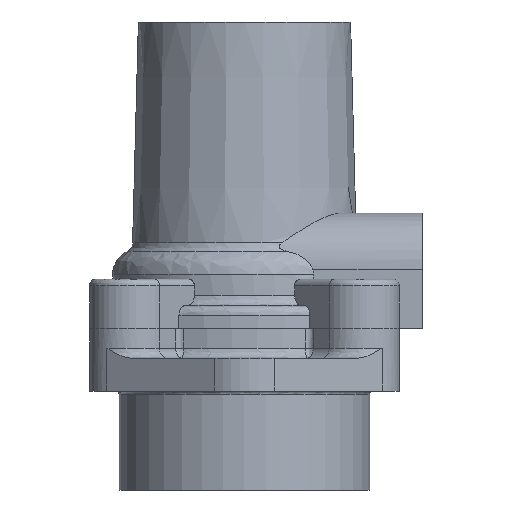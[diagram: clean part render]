
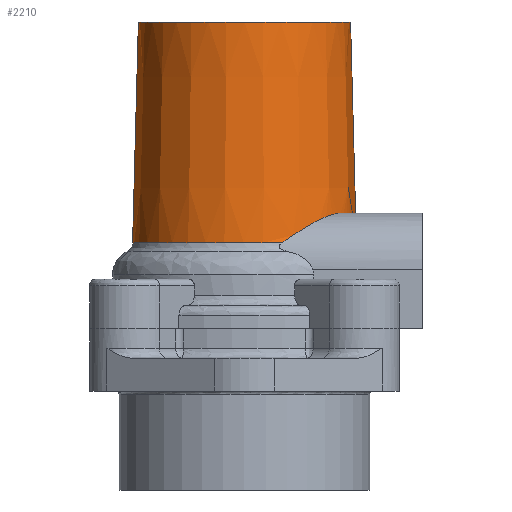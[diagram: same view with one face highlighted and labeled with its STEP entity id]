
A CAD part, front view. The second image highlights one B-rep face of the part: STEP entity #2210.
In plain terms, the highlighted conical face has half-angle 1.5 degrees and reference radius 16.974 mm.
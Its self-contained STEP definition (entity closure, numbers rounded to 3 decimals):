
#142 = CARTESIAN_POINT ( 'NONE',  ( 303.477, 206.455, -8.678 ) ) ;
#169 = DIRECTION ( 'NONE',  ( 0.026, 0., -1. ) ) ;
#204 = CARTESIAN_POINT ( 'NONE',  ( 300.839, 199.356, -5.763 ) ) ;
#361 = CARTESIAN_POINT ( 'NONE',  ( 303.624, 208.468, -10.25 ) ) ;
#668 = DIRECTION ( 'NONE',  ( 1., 0., 0. ) ) ;
#722 = DIRECTION ( 'NONE',  ( -1., 0., 0. ) ) ;
#763 = VECTOR ( 'NONE', #5327, 1000. ) ;
#796 = CONICAL_SURFACE ( 'NONE', #4640, 16.974, 0.026 ) ;
#871 = EDGE_LOOP ( 'NONE', ( #8089, #6925, #980, #6463, #7249, #7815 ) ) ;
#957 = CARTESIAN_POINT ( 'NONE',  ( 303.595, 207.468, -10.25 ) ) ;
#980 = ORIENTED_EDGE ( 'NONE', *, *, #4026, .T. ) ;
#989 = CARTESIAN_POINT ( 'NONE',  ( 299.763, 197.827, -5.989 ) ) ;
#1011 = EDGE_CURVE ( 'NONE', #4886, #3116, #5205, .T. ) ;
#1641 = CARTESIAN_POINT ( 'NONE',  ( 303.595, 207.468, -10.25 ) ) ;
#1754 = CARTESIAN_POINT ( 'NONE',  ( 303.209, 205.066, -7.433 ) ) ;
#1787 = CARTESIAN_POINT ( 'NONE',  ( 298.239, 196.189, -6.629 ) ) ;
#1813 = CIRCLE ( 'NONE', #7174, 16.974 ) ;
#1974 = EDGE_CURVE ( 'NONE', #3367, #5292, #5893, .T. ) ;
#2045 = FACE_OUTER_BOUND ( 'NONE', #871, .T. ) ;
#2210 = ADVANCED_FACE ( 'NONE', ( #2045 ), #796, .T. ) ;
#2218 = CARTESIAN_POINT ( 'NONE',  ( 286.65, 208.468, -10.25 ) ) ;
#2548 = EDGE_CURVE ( 'NONE', #3116, #8552, #9323, .T. ) ;
#2552 = CARTESIAN_POINT ( 'NONE',  ( 302.909, 203.909, -6.705 ) ) ;
#2592 = CARTESIAN_POINT ( 'NONE',  ( 297.255, 195.313, -7.13 ) ) ;
#3018 = DIRECTION ( 'NONE',  ( 1., 0., 0. ) ) ;
#3116 = VERTEX_POINT ( 'NONE', #8358 ) ;
#3320 = CARTESIAN_POINT ( 'NONE',  ( 303.546, 207.024, -9.416 ) ) ;
#3350 = CARTESIAN_POINT ( 'NONE',  ( 302.495, 202.666, -6.178 ) ) ;
#3367 = VERTEX_POINT ( 'NONE', #6284 ) ;
#3373 = CARTESIAN_POINT ( 'NONE',  ( 286.65, 208.468, 23.25 ) ) ;
#3382 = CARTESIAN_POINT ( 'NONE',  ( 295.904, 194.288, -7.895 ) ) ;
#3930 = AXIS2_PLACEMENT_3D ( 'NONE', #3373, #8887, #4168 ) ;
#4026 = EDGE_CURVE ( 'NONE', #9516, #8552, #9174, .T. ) ;
#4137 = CARTESIAN_POINT ( 'NONE',  ( 301.965, 201.405, -5.862 ) ) ;
#4168 = DIRECTION ( 'NONE',  ( -1., 0., 0. ) ) ;
#4178 = CARTESIAN_POINT ( 'NONE',  ( 293.784, 193.074, -9.242 ) ) ;
#4640 = AXIS2_PLACEMENT_3D ( 'NONE', #8592, #5470, #722 ) ;
#4886 = VERTEX_POINT ( 'NONE', #1641 ) ;
#4913 = CARTESIAN_POINT ( 'NONE',  ( 303.624, 208.468, -10.25 ) ) ;
#4953 = CARTESIAN_POINT ( 'NONE',  ( 301.321, 200.156, -5.743 ) ) ;
#4983 = CARTESIAN_POINT ( 'NONE',  ( 292.317, 192.469, -10.25 ) ) ;
#5013 = EDGE_CURVE ( 'NONE', #3367, #9516, #5157, .T. ) ;
#5157 = CIRCLE ( 'NONE', #3930, 16.097 ) ;
#5205 = B_SPLINE_CURVE_WITH_KNOTS ( 'NONE', 3,
 ( #957, #3320, #142, #6493, #1754, #7287, #2552, #8070, #3350, #8864, #4137, #9658, #4953, #204, #5737, #989, #6537, #1787, #7320, #2592, #8108, #3382, #8898, #4178, #9689, #4983 ),
 .UNSPECIFIED., .F., .F.,
 ( 4, 2, 2, 2, 2, 2, 2, 2, 2, 2, 2, 2, 4 ),
 ( 0., 0.003, 0.004, 0.006, 0.007, 0.008, 0.01, 0.011, 0.014, 0.015, 0.017, 0.02, 0.022 ),
 .UNSPECIFIED. ) ;
#5292 = VERTEX_POINT ( 'NONE', #361 ) ;
#5327 = DIRECTION ( 'NONE',  ( -0.026, 0., -1. ) ) ;
#5427 = DIRECTION ( 'NONE',  ( 0., 0., -1. ) ) ;
#5470 = DIRECTION ( 'NONE',  ( 0., 0., -1. ) ) ;
#5493 = CARTESIAN_POINT ( 'NONE',  ( 270.554, 208.468, 23.25 ) ) ;
#5737 = CARTESIAN_POINT ( 'NONE',  ( 300.58, 198.963, -5.801 ) ) ;
#5893 = LINE ( 'NONE', #4913, #6141 ) ;
#6141 = VECTOR ( 'NONE', #169, 1000. ) ;
#6284 = CARTESIAN_POINT ( 'NONE',  ( 302.747, 208.468, 23.25 ) ) ;
#6463 = ORIENTED_EDGE ( 'NONE', *, *, #2548, .F. ) ;
#6493 = CARTESIAN_POINT ( 'NONE',  ( 303.286, 205.429, -7.719 ) ) ;
#6537 = CARTESIAN_POINT ( 'NONE',  ( 299.177, 197.137, -6.206 ) ) ;
#6573 = AXIS2_PLACEMENT_3D ( 'NONE', #10125, #5427, #668 ) ;
#6925 = ORIENTED_EDGE ( 'NONE', *, *, #5013, .T. ) ;
#7174 = AXIS2_PLACEMENT_3D ( 'NONE', #2218, #7747, #3018 ) ;
#7249 = ORIENTED_EDGE ( 'NONE', *, *, #1011, .F. ) ;
#7287 = CARTESIAN_POINT ( 'NONE',  ( 303.021, 204.307, -6.926 ) ) ;
#7320 = CARTESIAN_POINT ( 'NONE',  ( 297.915, 195.885, -6.787 ) ) ;
#7706 = CARTESIAN_POINT ( 'NONE',  ( 269.676, 208.468, -10.25 ) ) ;
#7747 = DIRECTION ( 'NONE',  ( 0., 0., -1. ) ) ;
#7815 = ORIENTED_EDGE ( 'NONE', *, *, #8230, .F. ) ;
#8070 = CARTESIAN_POINT ( 'NONE',  ( 302.645, 203.083, -6.328 ) ) ;
#8089 = ORIENTED_EDGE ( 'NONE', *, *, #1974, .F. ) ;
#8108 = CARTESIAN_POINT ( 'NONE',  ( 296.921, 195.045, -7.314 ) ) ;
#8230 = EDGE_CURVE ( 'NONE', #5292, #4886, #1813, .T. ) ;
#8358 = CARTESIAN_POINT ( 'NONE',  ( 292.317, 192.469, -10.25 ) ) ;
#8552 = VERTEX_POINT ( 'NONE', #9868 ) ;
#8592 = CARTESIAN_POINT ( 'NONE',  ( 286.65, 208.468, -10.25 ) ) ;
#8864 = CARTESIAN_POINT ( 'NONE',  ( 302.155, 201.828, -5.945 ) ) ;
#8887 = DIRECTION ( 'NONE',  ( 0., 0., -1. ) ) ;
#8898 = CARTESIAN_POINT ( 'NONE',  ( 295.209, 193.847, -8.323 ) ) ;
#9174 = LINE ( 'NONE', #7706, #763 ) ;
#9323 = CIRCLE ( 'NONE', #6573, 16.974 ) ;
#9516 = VERTEX_POINT ( 'NONE', #5493 ) ;
#9658 = CARTESIAN_POINT ( 'NONE',  ( 301.547, 200.566, -5.761 ) ) ;
#9689 = CARTESIAN_POINT ( 'NONE',  ( 293.052, 192.743, -9.735 ) ) ;
#9868 = CARTESIAN_POINT ( 'NONE',  ( 269.676, 208.468, -10.25 ) ) ;
#10125 = CARTESIAN_POINT ( 'NONE',  ( 286.65, 208.468, -10.25 ) ) ;
